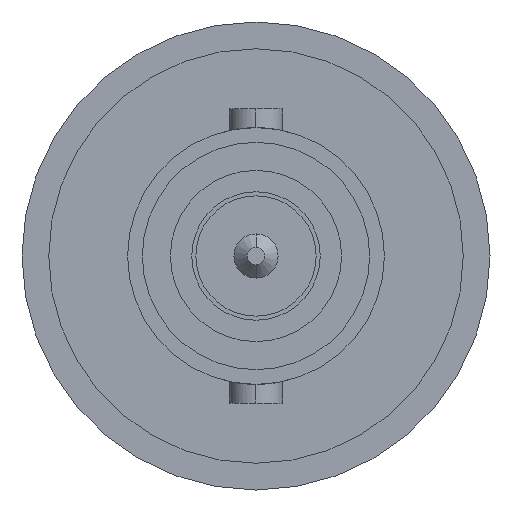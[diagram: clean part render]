
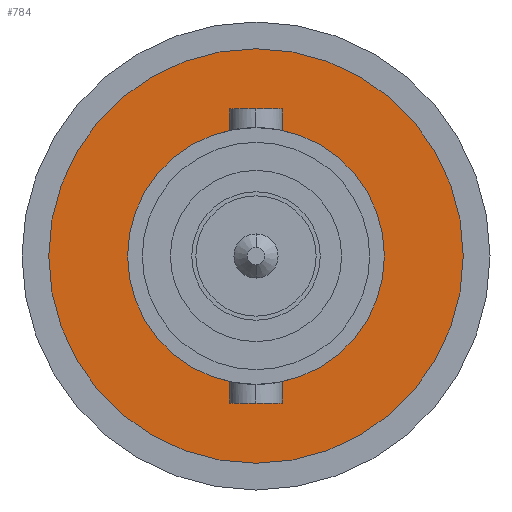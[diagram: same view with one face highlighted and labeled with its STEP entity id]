
A CAD part, left-side view. The second image highlights one B-rep face of the part: STEP entity #784.
In plain terms, the highlighted planar face has unit normal (-1, 0, 0).
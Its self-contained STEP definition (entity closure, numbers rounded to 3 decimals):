
#2 = EDGE_CURVE ( 'NONE', #2196, #1435, #601, .T. ) ;
#10 = AXIS2_PLACEMENT_3D ( 'NONE', #474, #287, #2345 ) ;
#23 = CARTESIAN_POINT ( 'NONE',  ( 136.749, 105., 0. ) ) ;
#63 = ORIENTED_EDGE ( 'NONE', *, *, #682, .T. ) ;
#97 = AXIS2_PLACEMENT_3D ( 'NONE', #1536, #447, #1740 ) ;
#203 = DIRECTION ( 'NONE',  ( 0., -1., 0. ) ) ;
#287 = DIRECTION ( 'NONE',  ( -1., 0., 0. ) ) ;
#315 = CARTESIAN_POINT ( 'NONE',  ( 136.749, 105., 0. ) ) ;
#387 = EDGE_LOOP ( 'NONE', ( #779, #2284 ) ) ;
#447 = DIRECTION ( 'NONE',  ( -1., 0., 0. ) ) ;
#474 = CARTESIAN_POINT ( 'NONE',  ( 136.749, 105., 0. ) ) ;
#495 = DIRECTION ( 'NONE',  ( 0., 0., 1. ) ) ;
#529 = EDGE_LOOP ( 'NONE', ( #63, #1110 ) ) ;
#601 = CIRCLE ( 'NONE', #10, 4.8 ) ;
#662 = VERTEX_POINT ( 'NONE', #1725 ) ;
#665 = CIRCLE ( 'NONE', #1453, 7.75 ) ;
#666 = DIRECTION ( 'NONE',  ( -1., 0., 0. ) ) ;
#682 = EDGE_CURVE ( 'NONE', #662, #1555, #2046, .T. ) ;
#779 = ORIENTED_EDGE ( 'NONE', *, *, #2, .F. ) ;
#784 = ADVANCED_FACE ( 'NONE', ( #1520, #1987 ), #1664, .T. ) ;
#856 = CARTESIAN_POINT ( 'NONE',  ( 136.749, 105., -4.8 ) ) ;
#1061 = AXIS2_PLACEMENT_3D ( 'NONE', #315, #1592, #495 ) ;
#1110 = ORIENTED_EDGE ( 'NONE', *, *, #1386, .T. ) ;
#1191 = AXIS2_PLACEMENT_3D ( 'NONE', #23, #1298, #203 ) ;
#1256 = CIRCLE ( 'NONE', #1061, 4.8 ) ;
#1274 = CARTESIAN_POINT ( 'NONE',  ( 136.749, 105., 4.8 ) ) ;
#1298 = DIRECTION ( 'NONE',  ( -1., 0., 0. ) ) ;
#1386 = EDGE_CURVE ( 'NONE', #1555, #662, #665, .T. ) ;
#1435 = VERTEX_POINT ( 'NONE', #856 ) ;
#1453 = AXIS2_PLACEMENT_3D ( 'NONE', #1778, #666, #1969 ) ;
#1520 = FACE_OUTER_BOUND ( 'NONE', #529, .T. ) ;
#1536 = CARTESIAN_POINT ( 'NONE',  ( 136.749, 105., 0. ) ) ;
#1555 = VERTEX_POINT ( 'NONE', #2394 ) ;
#1592 = DIRECTION ( 'NONE',  ( -1., 0., 0. ) ) ;
#1664 = PLANE ( 'NONE',  #1191 ) ;
#1725 = CARTESIAN_POINT ( 'NONE',  ( 136.749, 112.75, 0. ) ) ;
#1740 = DIRECTION ( 'NONE',  ( 0., 1., 0. ) ) ;
#1778 = CARTESIAN_POINT ( 'NONE',  ( 136.749, 105., 0. ) ) ;
#1969 = DIRECTION ( 'NONE',  ( 0., 1., 0. ) ) ;
#1987 = FACE_BOUND ( 'NONE', #387, .T. ) ;
#2036 = EDGE_CURVE ( 'NONE', #1435, #2196, #1256, .T. ) ;
#2046 = CIRCLE ( 'NONE', #97, 7.75 ) ;
#2196 = VERTEX_POINT ( 'NONE', #1274 ) ;
#2284 = ORIENTED_EDGE ( 'NONE', *, *, #2036, .F. ) ;
#2345 = DIRECTION ( 'NONE',  ( 0., 0., 1. ) ) ;
#2394 = CARTESIAN_POINT ( 'NONE',  ( 136.749, 97.25, 0. ) ) ;
